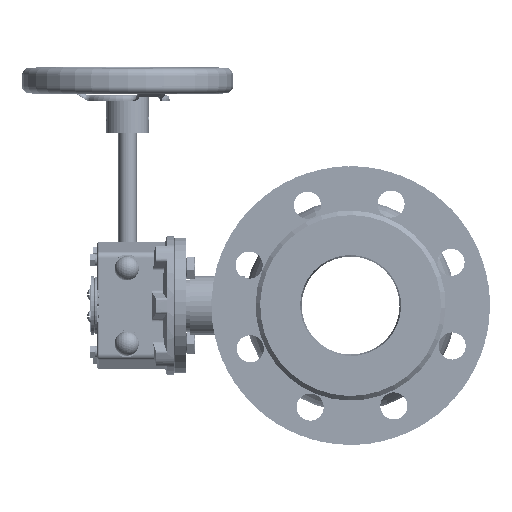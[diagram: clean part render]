
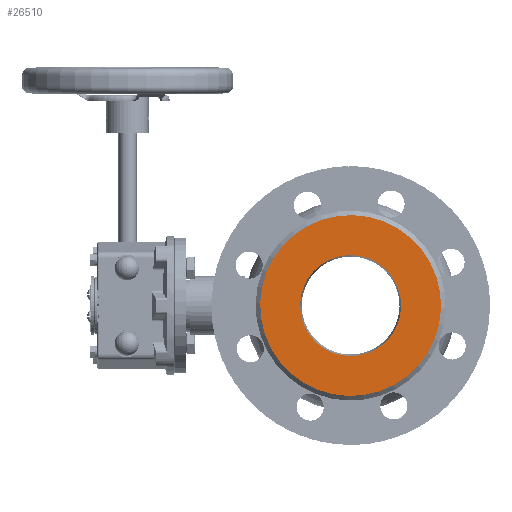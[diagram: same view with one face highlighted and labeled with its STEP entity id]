
A CAD part, left-side view. The second image highlights one B-rep face of the part: STEP entity #26510.
In plain terms, the highlighted face is planar.
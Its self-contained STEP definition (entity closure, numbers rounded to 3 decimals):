
#6584 = CARTESIAN_POINT ( 'NONE',  ( 0., 0., 20. ) ) ;
#7177 = EDGE_CURVE ( 'NONE', #88924, #44975, #72515, .T. ) ;
#11963 = DIRECTION ( 'NONE',  ( 0., 0., 1. ) ) ;
#19411 = FACE_OUTER_BOUND ( 'NONE', #113562, .T. ) ;
#19447 = DIRECTION ( 'NONE',  ( 0., 0., 1. ) ) ;
#22003 = AXIS2_PLACEMENT_3D ( 'NONE', #54648, #109217, #42853 ) ;
#22048 = CARTESIAN_POINT ( 'NONE',  ( -60., 0., 20. ) ) ;
#26510 = ADVANCED_FACE ( 'NONE', ( #19411, #100486 ), #135838, .T. ) ;
#36562 = CARTESIAN_POINT ( 'NONE',  ( 60., 0., 20. ) ) ;
#39951 = AXIS2_PLACEMENT_3D ( 'NONE', #6584, #51571, #40527 ) ;
#40527 = DIRECTION ( 'NONE',  ( 1., 0., 0. ) ) ;
#42662 = AXIS2_PLACEMENT_3D ( 'NONE', #78064, #67713, #66987 ) ;
#42853 = DIRECTION ( 'NONE',  ( 1., 0., 0. ) ) ;
#43099 = EDGE_CURVE ( 'NONE', #137081, #43613, #103513, .T. ) ;
#43613 = VERTEX_POINT ( 'NONE', #43967 ) ;
#43967 = CARTESIAN_POINT ( 'NONE',  ( 33.5, 0., 20. ) ) ;
#44975 = VERTEX_POINT ( 'NONE', #36562 ) ;
#45899 = CARTESIAN_POINT ( 'NONE',  ( 0., 0., 20. ) ) ;
#48967 = AXIS2_PLACEMENT_3D ( 'NONE', #141839, #19447, #132207 ) ;
#50285 = EDGE_CURVE ( 'NONE', #44975, #88924, #92158, .T. ) ;
#51571 = DIRECTION ( 'NONE',  ( 0., 0., 1. ) ) ;
#54648 = CARTESIAN_POINT ( 'NONE',  ( 0., 0., 20. ) ) ;
#58434 = DIRECTION ( 'NONE',  ( 1., 0., 0. ) ) ;
#61155 = AXIS2_PLACEMENT_3D ( 'NONE', #45899, #11963, #58434 ) ;
#66561 = ORIENTED_EDGE ( 'NONE', *, *, #50285, .T. ) ;
#66987 = DIRECTION ( 'NONE',  ( 1., 0., 0. ) ) ;
#67713 = DIRECTION ( 'NONE',  ( 0., 0., 1. ) ) ;
#69789 = EDGE_LOOP ( 'NONE', ( #120824, #119437 ) ) ;
#72515 = CIRCLE ( 'NONE', #48967, 60. ) ;
#78064 = CARTESIAN_POINT ( 'NONE',  ( 0., 0., 20. ) ) ;
#83421 = EDGE_CURVE ( 'NONE', #43613, #137081, #85630, .T. ) ;
#85630 = CIRCLE ( 'NONE', #22003, 33.5 ) ;
#88924 = VERTEX_POINT ( 'NONE', #22048 ) ;
#92158 = CIRCLE ( 'NONE', #42662, 60. ) ;
#100486 = FACE_BOUND ( 'NONE', #69789, .T. ) ;
#103513 = CIRCLE ( 'NONE', #39951, 33.5 ) ;
#109217 = DIRECTION ( 'NONE',  ( 0., 0., 1. ) ) ;
#110245 = CARTESIAN_POINT ( 'NONE',  ( -33.5, 0., 20. ) ) ;
#113562 = EDGE_LOOP ( 'NONE', ( #117149, #66561 ) ) ;
#117149 = ORIENTED_EDGE ( 'NONE', *, *, #7177, .T. ) ;
#119437 = ORIENTED_EDGE ( 'NONE', *, *, #43099, .F. ) ;
#120824 = ORIENTED_EDGE ( 'NONE', *, *, #83421, .F. ) ;
#132207 = DIRECTION ( 'NONE',  ( 1., 0., 0. ) ) ;
#135838 = PLANE ( 'NONE',  #61155 ) ;
#137081 = VERTEX_POINT ( 'NONE', #110245 ) ;
#141839 = CARTESIAN_POINT ( 'NONE',  ( 0., 0., 20. ) ) ;
